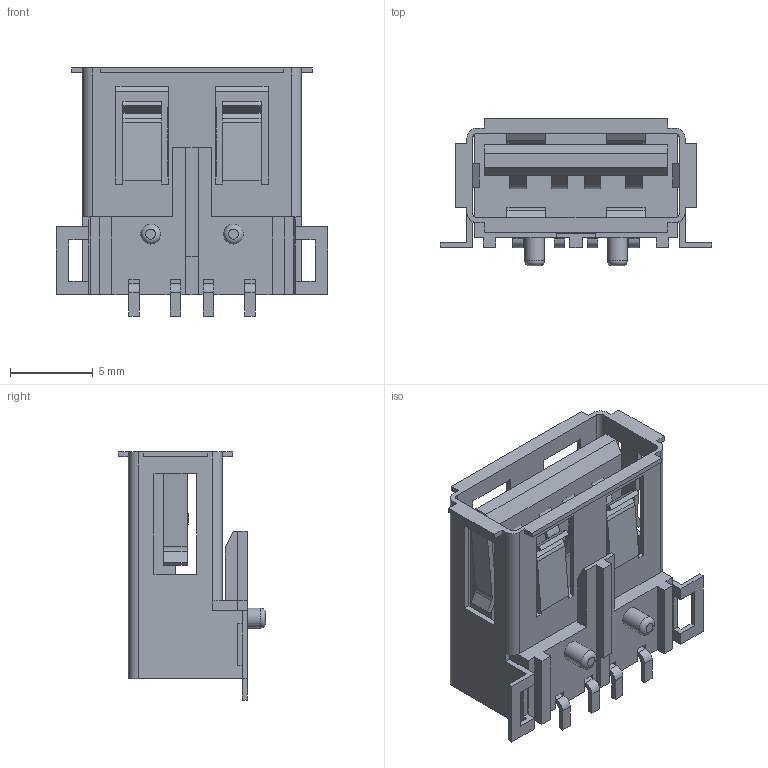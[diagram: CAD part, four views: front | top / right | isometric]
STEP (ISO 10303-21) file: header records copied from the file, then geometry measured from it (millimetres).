
FILE_DESCRIPTION(/* description */ ('STEP AP214'),/* implementation_level */ '2;1');
FILE_NAME(/* name */ 'USB-A-S-S-B-SM2-TR',/* time_stamp */ '2024-07-14T16:53:56+02:00',/* author */ ('License CC BY-ND 4.0'),/* organization */ ('CADENAS'),/* preprocessor_version */ 'ST-DEVELOPER v19.3',/* originating_system */ 'PARTsolutions',/* authorisation */ ' ');
FILE_SCHEMA (('AUTOMOTIVE_DESIGN {1 0 10303 214 3 1 1}'));
Length unit declared in the file: millimetre
Products named in the file (4): USB-A-S-S-B-SM2-TR; USB-A-S-SM2_S; USB-A-S-B-SM2_B; USB-A-S-SM2_P
Assembly tree (3 placements, depth 2):
  USB-A-S-S-B-SM2-TR
    USB-A-S-SM2_S
    USB-A-S-B-SM2_B
    USB-A-S-SM2_P
Bounding box: 16.4 x 8.9 x 15 mm (x, y, z)
Volume: 701.8 mm3; surface area: 1747.4 mm2
Topology: 3 solids, 3 shells, 291 faces, 849 edges, 562 vertices
Faces by surface type: plane 235, cylinder 54, torus 2
Full cylindrical faces by diameter (mm): 1.2 x2
Entity records: 9636 total; most frequent: CARTESIAN_POINT 1702, ORIENTED_EDGE 1690, DIRECTION 1545, EDGE_CURVE 845, LINE 735, VECTOR 735, VERTEX_POINT 562, AXIS2_PLACEMENT_3D 405
